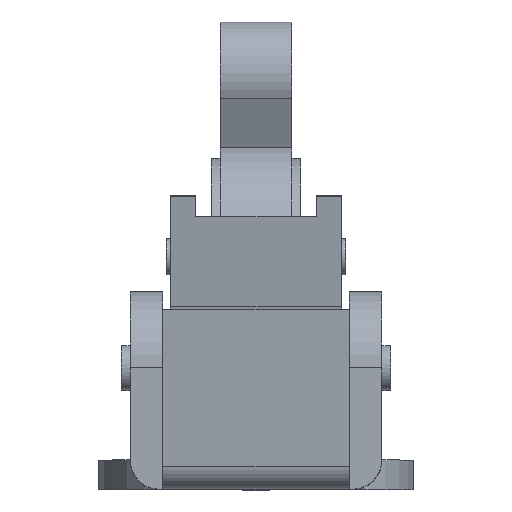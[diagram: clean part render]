
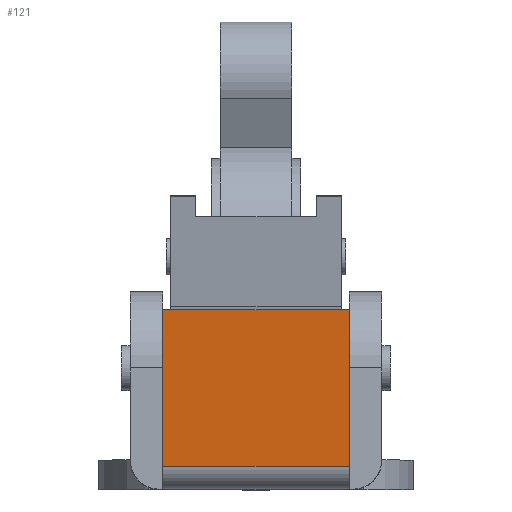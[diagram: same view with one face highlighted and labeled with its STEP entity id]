
A CAD part, top view. The second image highlights one B-rep face of the part: STEP entity #121.
In plain terms, the highlighted planar face has unit normal (0, -0.089, 0.996).
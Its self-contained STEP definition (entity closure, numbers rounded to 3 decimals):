
#121 = ADVANCED_FACE( '', ( #262 ), #263, .F. );
#262 = FACE_OUTER_BOUND( '', #442, .T. );
#263 = PLANE( '', #443 );
#442 = EDGE_LOOP( '', ( #878, #879, #880, #881 ) );
#443 = AXIS2_PLACEMENT_3D( '', #882, #883, #884 );
#878 = ORIENTED_EDGE( '', *, *, #1252, .T. );
#879 = ORIENTED_EDGE( '', *, *, #1265, .F. );
#880 = ORIENTED_EDGE( '', *, *, #1254, .F. );
#881 = ORIENTED_EDGE( '', *, *, #1266, .T. );
#882 = CARTESIAN_POINT( '', ( 5.2, 10., 21.6 ) );
#883 = DIRECTION( '', ( 0., 0.089, -0.996 ) );
#884 = DIRECTION( '', ( 0., 0.996, 0.089 ) );
#1252 = EDGE_CURVE( '', #1519, #1531, #1533, .T. );
#1254 = EDGE_CURVE( '', #1535, #1537, #1538, .T. );
#1265 = EDGE_CURVE( '', #1537, #1531, #1554, .T. );
#1266 = EDGE_CURVE( '', #1535, #1519, #1555, .T. );
#1519 = VERTEX_POINT( '', #1913 );
#1531 = VERTEX_POINT( '', #1930 );
#1533 = LINE( '', #1932, #1933 );
#1535 = VERTEX_POINT( '', #1935 );
#1537 = VERTEX_POINT( '', #1938 );
#1538 = LINE( '', #1939, #1940 );
#1554 = LINE( '', #1964, #1965 );
#1555 = LINE( '', #1966, #1967 );
#1913 = CARTESIAN_POINT( '', ( -5.2, 10., 21.6 ) );
#1930 = CARTESIAN_POINT( '', ( -5.2, 1.275, 20.816 ) );
#1932 = CARTESIAN_POINT( '', ( -5.2, 10., 21.6 ) );
#1933 = VECTOR( '', #2320, 1000. );
#1935 = CARTESIAN_POINT( '', ( 5.2, 10., 21.6 ) );
#1938 = CARTESIAN_POINT( '', ( 5.2, 1.275, 20.816 ) );
#1939 = CARTESIAN_POINT( '', ( 5.2, 10., 21.6 ) );
#1940 = VECTOR( '', #2322, 1000. );
#1964 = CARTESIAN_POINT( '', ( 5.2, 1.275, 20.816 ) );
#1965 = VECTOR( '', #2337, 1000. );
#1966 = CARTESIAN_POINT( '', ( 5.2, 10., 21.6 ) );
#1967 = VECTOR( '', #2338, 1000. );
#2320 = DIRECTION( '', ( 0., -0.996, -0.089 ) );
#2322 = DIRECTION( '', ( 0., -0.996, -0.089 ) );
#2337 = DIRECTION( '', ( -1., 0., 0. ) );
#2338 = DIRECTION( '', ( -1., 0., 0. ) );
